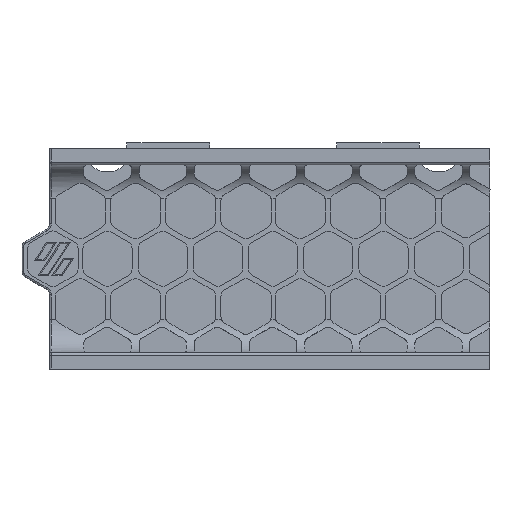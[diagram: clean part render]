
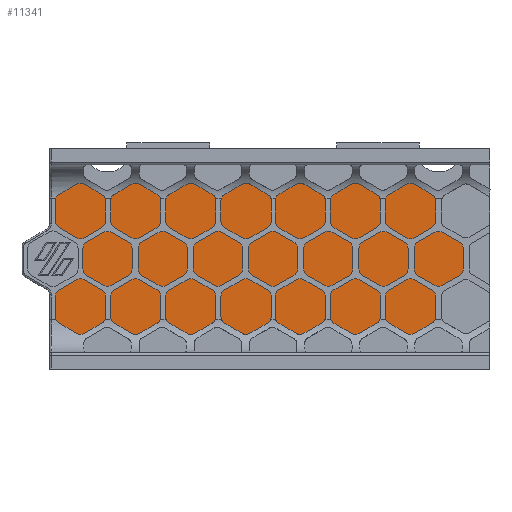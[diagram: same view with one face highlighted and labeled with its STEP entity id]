
A CAD part, top view. The second image highlights one B-rep face of the part: STEP entity #11341.
In plain terms, the highlighted planar face has unit normal (0, 0, 1).
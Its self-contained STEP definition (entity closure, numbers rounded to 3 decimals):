
#562=PLANE('',#12436);
#1135=FACE_OUTER_BOUND('',#1742,.T.);
#1742=EDGE_LOOP('',(#10508,#10509,#10510,#10511,#10512,#10513,#10514,#10515,
#10516,#10517,#10518,#10519,#10520,#10521));
#2778=LINE('',#19842,#3845);
#2781=LINE('',#19848,#3848);
#2784=LINE('',#19854,#3851);
#2787=LINE('',#19860,#3854);
#2790=LINE('',#19866,#3857);
#2793=LINE('',#19872,#3860);
#2796=LINE('',#19878,#3863);
#2800=LINE('',#19890,#3867);
#2804=LINE('',#19902,#3871);
#2808=LINE('',#19914,#3875);
#3845=VECTOR('',#15589,10.);
#3848=VECTOR('',#15594,10.);
#3851=VECTOR('',#15599,10.);
#3854=VECTOR('',#15604,10.);
#3857=VECTOR('',#15609,10.);
#3860=VECTOR('',#15614,10.);
#3863=VECTOR('',#15619,10.);
#3867=VECTOR('',#15631,10.);
#3871=VECTOR('',#15643,10.);
#3875=VECTOR('',#15655,10.);
#4316=CIRCLE('',#12422,1.35);
#4318=CIRCLE('',#12426,1.35);
#4320=CIRCLE('',#12430,1.35);
#4322=CIRCLE('',#12434,1.35);
#5411=VERTEX_POINT('',#19839);
#5412=VERTEX_POINT('',#19841);
#5414=VERTEX_POINT('',#19847);
#5416=VERTEX_POINT('',#19853);
#5418=VERTEX_POINT('',#19859);
#5420=VERTEX_POINT('',#19865);
#5422=VERTEX_POINT('',#19871);
#5424=VERTEX_POINT('',#19877);
#5426=VERTEX_POINT('',#19883);
#5428=VERTEX_POINT('',#19889);
#5430=VERTEX_POINT('',#19895);
#5432=VERTEX_POINT('',#19901);
#5434=VERTEX_POINT('',#19907);
#5436=VERTEX_POINT('',#19913);
#7092=EDGE_CURVE('',#5412,#5411,#2778,.T.);
#7095=EDGE_CURVE('',#5414,#5412,#2781,.T.);
#7098=EDGE_CURVE('',#5416,#5414,#2784,.T.);
#7101=EDGE_CURVE('',#5418,#5416,#2787,.T.);
#7104=EDGE_CURVE('',#5420,#5418,#2790,.T.);
#7107=EDGE_CURVE('',#5422,#5420,#2793,.T.);
#7110=EDGE_CURVE('',#5424,#5422,#2796,.T.);
#7113=EDGE_CURVE('',#5426,#5424,#4316,.T.);
#7116=EDGE_CURVE('',#5428,#5426,#2800,.T.);
#7119=EDGE_CURVE('',#5430,#5428,#4318,.T.);
#7122=EDGE_CURVE('',#5432,#5430,#2804,.T.);
#7125=EDGE_CURVE('',#5434,#5432,#4320,.T.);
#7128=EDGE_CURVE('',#5436,#5434,#2808,.T.);
#7131=EDGE_CURVE('',#5411,#5436,#4322,.T.);
#10508=ORIENTED_EDGE('',*,*,#7131,.T.);
#10509=ORIENTED_EDGE('',*,*,#7128,.T.);
#10510=ORIENTED_EDGE('',*,*,#7125,.T.);
#10511=ORIENTED_EDGE('',*,*,#7122,.T.);
#10512=ORIENTED_EDGE('',*,*,#7119,.T.);
#10513=ORIENTED_EDGE('',*,*,#7116,.T.);
#10514=ORIENTED_EDGE('',*,*,#7113,.T.);
#10515=ORIENTED_EDGE('',*,*,#7110,.T.);
#10516=ORIENTED_EDGE('',*,*,#7107,.T.);
#10517=ORIENTED_EDGE('',*,*,#7104,.T.);
#10518=ORIENTED_EDGE('',*,*,#7101,.T.);
#10519=ORIENTED_EDGE('',*,*,#7098,.T.);
#10520=ORIENTED_EDGE('',*,*,#7095,.T.);
#10521=ORIENTED_EDGE('',*,*,#7092,.T.);
#11341=ADVANCED_FACE('',(#1135),#562,.F.);
#12422=AXIS2_PLACEMENT_3D('',#19884,#15625,#15626);
#12426=AXIS2_PLACEMENT_3D('',#19896,#15637,#15638);
#12430=AXIS2_PLACEMENT_3D('',#19908,#15649,#15650);
#12434=AXIS2_PLACEMENT_3D('',#19918,#15661,#15662);
#12436=AXIS2_PLACEMENT_3D('',#19920,#15665,#15666);
#15589=DIRECTION('',(0.,-1.,0.));
#15594=DIRECTION('',(0.,-1.,0.));
#15599=DIRECTION('',(-1.,0.,0.));
#15604=DIRECTION('',(0.,1.,0.));
#15609=DIRECTION('',(1.,0.,0.));
#15614=DIRECTION('',(0.,-1.,0.));
#15619=DIRECTION('',(0.,-1.,0.));
#15625=DIRECTION('center_axis',(0.,0.,
1.));
#15626=DIRECTION('ref_axis',(-1.,0.,0.));
#15631=DIRECTION('',(-0.866,-0.5,0.));
#15637=DIRECTION('center_axis',(0.,0.,
-1.));
#15638=DIRECTION('ref_axis',(1.,0.,0.));
#15643=DIRECTION('',(0.,-1.,0.));
#15649=DIRECTION('center_axis',(0.,0.,
-1.));
#15650=DIRECTION('ref_axis',(0.5,0.866,0.));
#15655=DIRECTION('',(0.866,-0.5,0.));
#15661=DIRECTION('center_axis',(0.,0.,
1.));
#15662=DIRECTION('ref_axis',(-0.5,-0.866,0.));
#15665=DIRECTION('center_axis',(0.,0.,
-1.));
#15666=DIRECTION('ref_axis',(1.,0.,0.));
#19839=CARTESIAN_POINT('',(-36.35,5.774,0.6));
#19841=CARTESIAN_POINT('',(-36.35,10.508,0.6));
#19842=CARTESIAN_POINT('',(-36.35,5.774,0.6));
#19847=CARTESIAN_POINT('',(-36.35,14.855,0.6));
#19848=CARTESIAN_POINT('',(-36.35,10.508,0.6));
#19853=CARTESIAN_POINT('',(39.,14.855,0.6));
#19854=CARTESIAN_POINT('',(39.,14.855,0.6));
#19859=CARTESIAN_POINT('',(39.,-14.855,0.6));
#19860=CARTESIAN_POINT('',(39.,-14.855,0.6));
#19865=CARTESIAN_POINT('',(-36.35,-14.855,0.6));
#19866=CARTESIAN_POINT('',(-36.35,-14.855,0.6));
#19871=CARTESIAN_POINT('',(-36.35,-10.508,0.6));
#19872=CARTESIAN_POINT('',(-36.35,-10.508,0.6));
#19877=CARTESIAN_POINT('',(-36.35,-5.774,0.6));
#19878=CARTESIAN_POINT('',(-36.35,-6.813,0.6));
#19883=CARTESIAN_POINT('',(-35.675,-4.604,0.6));
#19884=CARTESIAN_POINT('Origin',(-35.,-5.774,0.6));
#19889=CARTESIAN_POINT('',(-32.925,-3.017,0.6));
#19890=CARTESIAN_POINT('',(-32.925,-3.017,0.6));
#19895=CARTESIAN_POINT('',(-32.25,-1.848,0.6));
#19896=CARTESIAN_POINT('Origin',(-33.6,-1.848,0.6));
#19901=CARTESIAN_POINT('',(-32.25,1.848,0.6));
#19902=CARTESIAN_POINT('',(-32.25,1.848,0.6));
#19907=CARTESIAN_POINT('',(-32.925,3.017,0.6));
#19908=CARTESIAN_POINT('Origin',(-33.6,1.848,0.6));
#19913=CARTESIAN_POINT('',(-35.675,4.604,0.6));
#19914=CARTESIAN_POINT('',(-36.125,4.864,0.6));
#19918=CARTESIAN_POINT('Origin',(-35.,5.774,0.6));
#19920=CARTESIAN_POINT('Origin',(1.325,0.,0.6));
